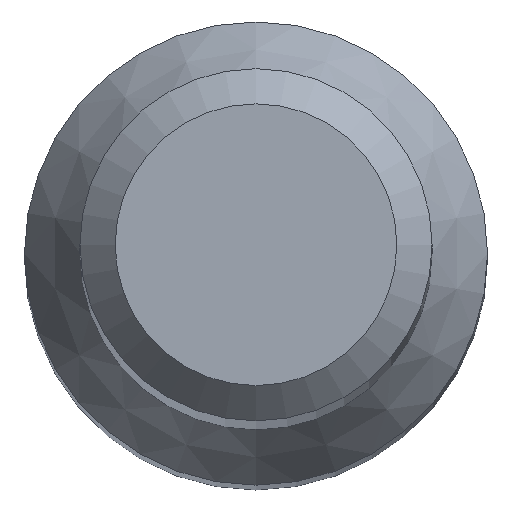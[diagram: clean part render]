
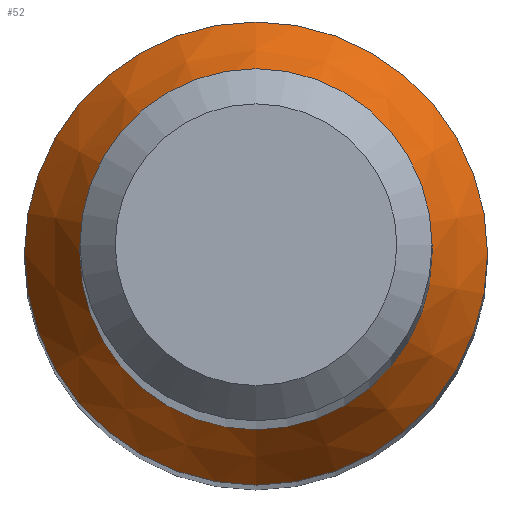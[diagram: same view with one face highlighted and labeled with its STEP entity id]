
A CAD part, top view. The second image highlights one B-rep face of the part: STEP entity #52.
In plain terms, the highlighted conical face has half-angle 30 degrees and reference radius 1.25 mm.
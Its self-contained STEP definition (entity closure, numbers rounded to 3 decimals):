
#2 = EDGE_LOOP ( 'NONE', ( #75 ) ) ;
#7 = CARTESIAN_POINT ( 'NONE',  ( 0., 0., 20.682 ) ) ;
#27 = ORIENTED_EDGE ( 'NONE', *, *, #142, .F. ) ;
#29 = CIRCLE ( 'NONE', #117, 1.644 ) ;
#36 = AXIS2_PLACEMENT_3D ( 'NONE', #7, #150, #227 ) ;
#52 = ADVANCED_FACE ( 'NONE', ( #176, #126 ), #116, .T. ) ;
#61 = EDGE_LOOP ( 'NONE', ( #27 ) ) ;
#67 = DIRECTION ( 'NONE',  ( 0., 1., 0. ) ) ;
#75 = ORIENTED_EDGE ( 'NONE', *, *, #125, .T. ) ;
#114 = CARTESIAN_POINT ( 'NONE',  ( 0., 1.644, 20. ) ) ;
#115 = VERTEX_POINT ( 'NONE', #242 ) ;
#116 = CONICAL_SURFACE ( 'NONE', #36, 1.25, 0.524 ) ;
#117 = AXIS2_PLACEMENT_3D ( 'NONE', #143, #219, #128 ) ;
#125 = EDGE_CURVE ( 'NONE', #115, #115, #177, .T. ) ;
#126 = FACE_BOUND ( 'NONE', #2, .T. ) ;
#128 = DIRECTION ( 'NONE',  ( 0., 1., 0. ) ) ;
#141 = DIRECTION ( 'NONE',  ( 0., 0., -1. ) ) ;
#142 = EDGE_CURVE ( 'NONE', #220, #220, #29, .T. ) ;
#143 = CARTESIAN_POINT ( 'NONE',  ( 0., 0., 20. ) ) ;
#150 = DIRECTION ( 'NONE',  ( 0., 0., -1. ) ) ;
#176 = FACE_OUTER_BOUND ( 'NONE', #61, .T. ) ;
#177 = CIRCLE ( 'NONE', #213, 1.25 ) ;
#213 = AXIS2_PLACEMENT_3D ( 'NONE', #238, #141, #67 ) ;
#219 = DIRECTION ( 'NONE',  ( 0., 0., -1. ) ) ;
#220 = VERTEX_POINT ( 'NONE', #114 ) ;
#227 = DIRECTION ( 'NONE',  ( 0., 1., 0. ) ) ;
#238 = CARTESIAN_POINT ( 'NONE',  ( 0., 0., 20.682 ) ) ;
#242 = CARTESIAN_POINT ( 'NONE',  ( 0., 1.25, 20.682 ) ) ;
